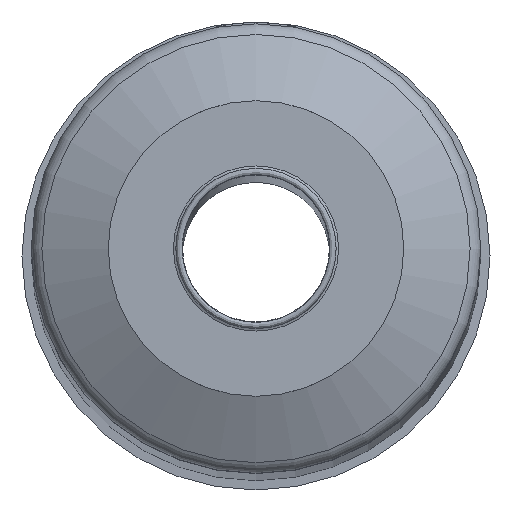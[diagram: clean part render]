
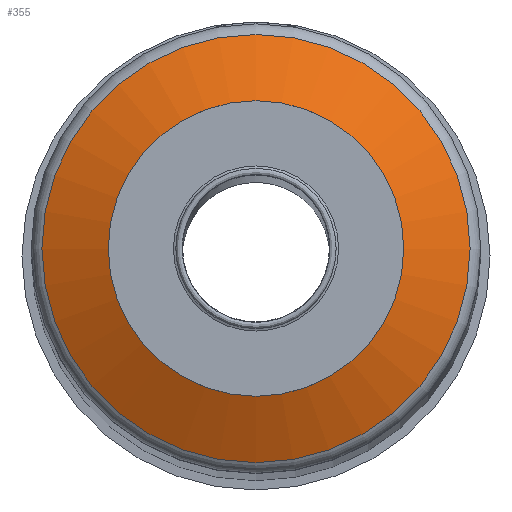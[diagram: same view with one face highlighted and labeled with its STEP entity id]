
A CAD part, top view. The second image highlights one B-rep face of the part: STEP entity #355.
In plain terms, the highlighted conical face has half-angle 65 degrees and reference radius 12 mm.
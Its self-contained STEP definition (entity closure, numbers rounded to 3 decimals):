
#37=CONICAL_SURFACE('',#416,12.,1.134);
#90=ORIENTED_EDGE('',*,*,#137,.F.);
#91=ORIENTED_EDGE('',*,*,#126,.T.);
#126=EDGE_CURVE('',#160,#160,#187,.T.);
#137=EDGE_CURVE('',#169,#169,#198,.T.);
#160=VERTEX_POINT('',#625);
#169=VERTEX_POINT('',#659);
#187=CIRCLE('',#389,12.);
#198=CIRCLE('',#414,17.384);
#245=EDGE_LOOP('',(#90));
#246=EDGE_LOOP('',(#91));
#305=FACE_BOUND('',#245,.T.);
#306=FACE_BOUND('',#246,.T.);
#355=ADVANCED_FACE('',(#305,#306),#37,.T.);
#389=AXIS2_PLACEMENT_3D('',#624,#458,#459);
#414=AXIS2_PLACEMENT_3D('',#658,#508,#509);
#416=AXIS2_PLACEMENT_3D('',#662,#512,#513);
#458=DIRECTION('',(0.,0.,-1.));
#459=DIRECTION('',(-1.,0.,0.));
#508=DIRECTION('',(0.,0.,-1.));
#509=DIRECTION('',(-1.,0.,0.));
#512=DIRECTION('',(0.,0.,-1.));
#513=DIRECTION('',(-1.,0.,0.));
#624=CARTESIAN_POINT('',(0.,0.,361.234));
#625=CARTESIAN_POINT('',(-12.,0.,361.234));
#658=CARTESIAN_POINT('',(0.,0.,358.723));
#659=CARTESIAN_POINT('',(-17.384,0.,358.723));
#662=CARTESIAN_POINT('',(0.,0.,361.234));
